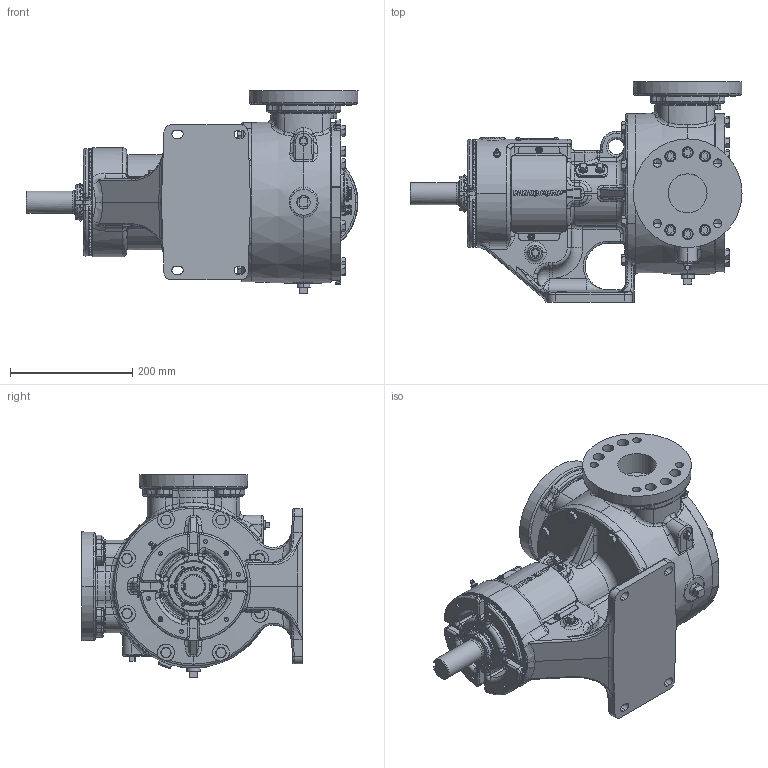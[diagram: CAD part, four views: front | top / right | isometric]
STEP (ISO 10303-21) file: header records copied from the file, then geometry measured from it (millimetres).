
FILE_DESCRIPTION (( 'STEP AP214' ), '1' );
FILE_NAME ('LV-4789.step', '2025-12-05T07:16:57', ( '' ), ( '' ), 'SwSTEP 2.0', 'SolidWorks 2024', '' );
FILE_SCHEMA (( 'AUTOMOTIVE_DESIGN' ));
Products named in the file (1): LV-4789
Bounding box: 542.85 x 360.36 x 331.53 mm (x, y, z)
Volume: 14643772.5 mm3; surface area: 851648.2 mm2
Topology: 1 solids, 3 shells, 5213 faces, 13034 edges, 7995 vertices
Faces by surface type: bspline 1792, plane 1519, cylinder 987, cone 674, torus 185, sphere 56
Entity records: 246769 total; most frequent: CARTESIAN_POINT 137244, ORIENTED_EDGE 25846, DIRECTION 18184, EDGE_CURVE 12923, VERTEX_POINT 7992, AXIS2_PLACEMENT_3D 6782, EDGE_LOOP 5509, ADVANCED_FACE 5213
